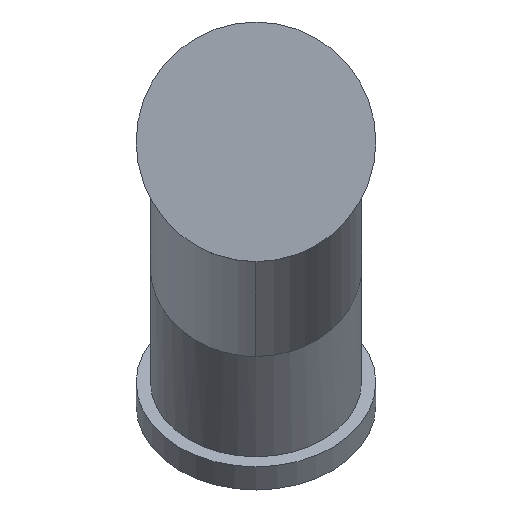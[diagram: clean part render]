
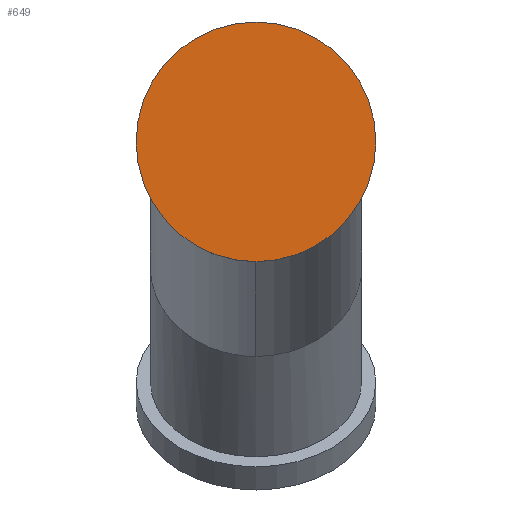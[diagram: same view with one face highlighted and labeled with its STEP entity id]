
A CAD part, top view. The second image highlights one B-rep face of the part: STEP entity #649.
In plain terms, the highlighted planar face has unit normal (0, 0, 1).
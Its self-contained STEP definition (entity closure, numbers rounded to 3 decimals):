
#44 = DIRECTION ( 'NONE',  ( 1., 0., 0. ) ) ;
#72 = CARTESIAN_POINT ( 'NONE',  ( 0., 0., 0. ) ) ;
#77 = VERTEX_POINT ( 'NONE', #706 ) ;
#79 = DIRECTION ( 'NONE',  ( 0., 0., 1. ) ) ;
#244 = ORIENTED_EDGE ( 'NONE', *, *, #772, .T. ) ;
#254 = EDGE_CURVE ( 'Defeatured_0_15+Defeatured_0_0+Defeatured_0_0+Defeatured_0_0', #732, #77, #328, .T. ) ;
#312 = PLANE ( 'NONE',  #548 ) ;
#328 = CIRCLE ( 'NONE', #353, 110. ) ;
#353 = AXIS2_PLACEMENT_3D ( 'NONE', #724, #399, #44 ) ;
#388 = CARTESIAN_POINT ( 'NONE',  ( 0., 0., 0. ) ) ;
#399 = DIRECTION ( 'NONE',  ( 0., 0., 1. ) ) ;
#444 = DIRECTION ( 'NONE',  ( 1., 0., 0. ) ) ;
#475 = EDGE_LOOP ( 'NONE', ( #627, #244 ) ) ;
#504 = CARTESIAN_POINT ( 'NONE',  ( 110., 0., 0. ) ) ;
#540 = AXIS2_PLACEMENT_3D ( 'NONE', #388, #79, #444 ) ;
#548 = AXIS2_PLACEMENT_3D ( 'NONE', #72, #570, #747 ) ;
#570 = DIRECTION ( 'NONE',  ( 0., 0., 1. ) ) ;
#627 = ORIENTED_EDGE ( 'NONE', *, *, #254, .T. ) ;
#649 = ADVANCED_FACE ( 'Defeatured_0_15', ( #722 ), #312, .T. ) ;
#650 = CIRCLE ( 'NONE', #540, 110. ) ;
#706 = CARTESIAN_POINT ( 'NONE',  ( -110., 0., 0. ) ) ;
#722 = FACE_OUTER_BOUND ( 'NONE', #475, .T. ) ;
#724 = CARTESIAN_POINT ( 'NONE',  ( 0., 0., 0. ) ) ;
#732 = VERTEX_POINT ( 'NONE', #504 ) ;
#747 = DIRECTION ( 'NONE',  ( 1., 0., 0. ) ) ;
#772 = EDGE_CURVE ( 'Defeatured_0_15+Defeatured_0_0+Defeatured_0_0+Defeatured_0_0', #77, #732, #650, .T. ) ;
